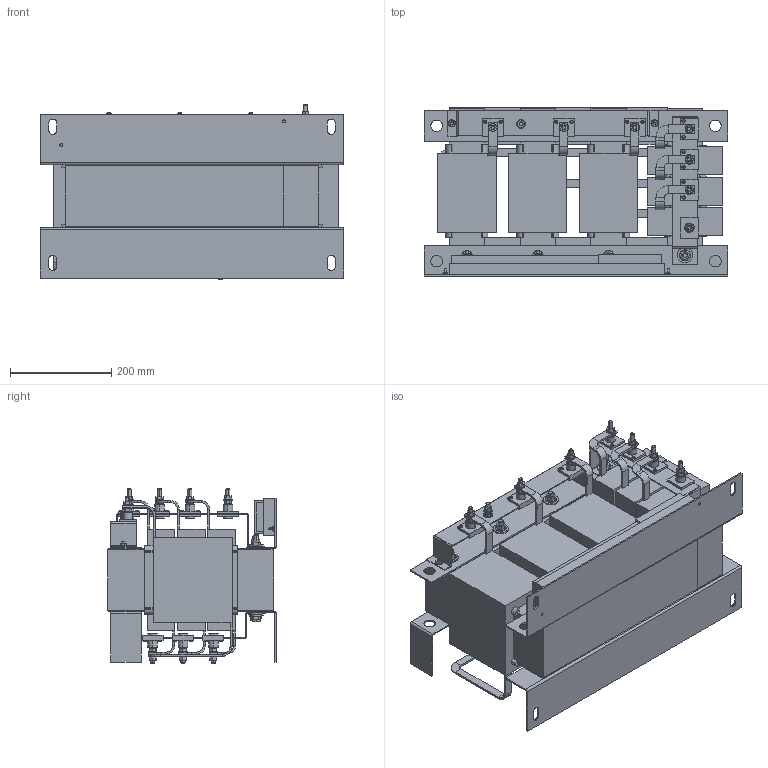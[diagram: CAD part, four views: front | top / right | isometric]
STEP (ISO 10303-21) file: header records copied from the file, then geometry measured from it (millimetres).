
FILE_DESCRIPTION (( 'STEP AP214' ), '1' );
FILE_NAME ('342592.STEP', '2021-03-12T14:09:09', ( '' ), ( '' ), 'SwSTEP 2.0', 'SolidWorks 2018', '' );
FILE_SCHEMA (( 'AUTOMOTIVE_DESIGN' ));
Length unit declared in the file: millimetre
Products named in the file (1): 342592
Bounding box: 600 x 333.4 x 344.18 mm (x, y, z)
Volume: 26167036.6 mm3; surface area: 1763565 mm2
Topology: 1 solids, 1 shells, 1861 faces, 4610 edges, 2883 vertices
Faces by surface type: plane 1171, cylinder 398, bspline 154, cone 92, torus 46
Entity records: 60715 total; most frequent: CARTESIAN_POINT 16766, ORIENTED_EDGE 9220, DIRECTION 8861, EDGE_CURVE 4610, VECTOR 3073, LINE 3073, AXIS2_PLACEMENT_3D 2894, VERTEX_POINT 2883
